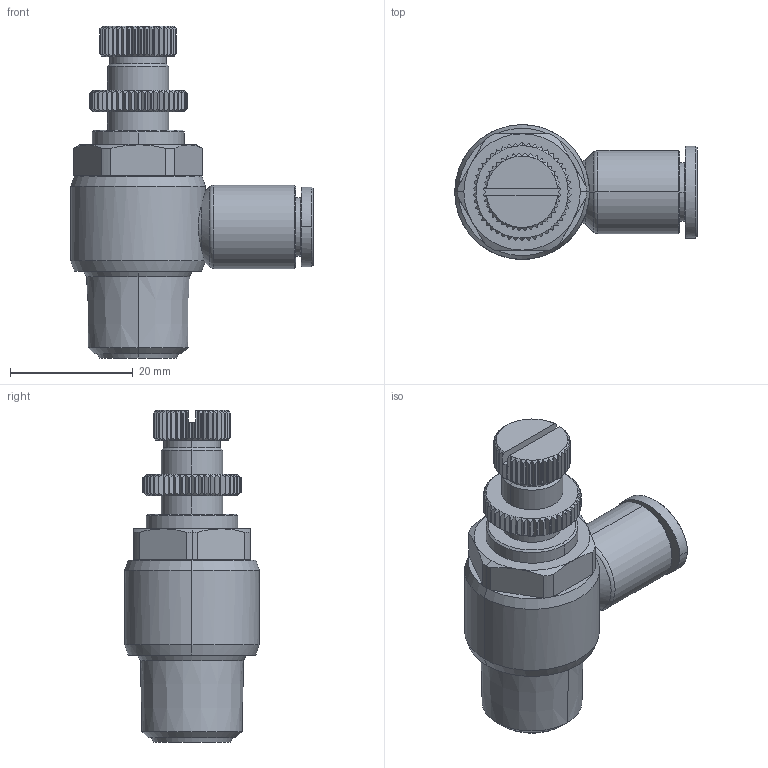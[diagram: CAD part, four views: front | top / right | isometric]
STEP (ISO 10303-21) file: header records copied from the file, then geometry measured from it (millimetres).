
FILE_DESCRIPTION((''),'2;1');
FILE_NAME('GNSE 0803(3D).stp','2012-12-17T11:35:39',(''),(''),'Mechanical Desktop.R8.0.24.0','Mechanical Desktop.R8.0.24.0',', , ');
FILE_SCHEMA(('CONFIG_CONTROL_DESIGN'));
Length unit declared in the file: millimetre
Products named in the file (2): GNSE 0803(3D); ºÎÇ°1
Assembly tree (1 placements, depth 2):
  GNSE 0803(3D)
    ºÎÇ°1
Bounding box: 39.6 x 22 x 54.2 mm (x, y, z)
Volume: 14241.1 mm3; surface area: 5754.9 mm2
Topology: 1 solids, 1 shells, 903 faces, 2392 edges, 1520 vertices
Faces by surface type: plane 531, cylinder 207, cone 132, bspline 31, torus 2
Entity records: 28767 total; most frequent: CARTESIAN_POINT 7481, ORIENTED_EDGE 4784, DIRECTION 4064, EDGE_CURVE 2392, VERTEX_POINT 1520, VECTOR 1418, LINE 1418, AXIS2_PLACEMENT_3D 1323
